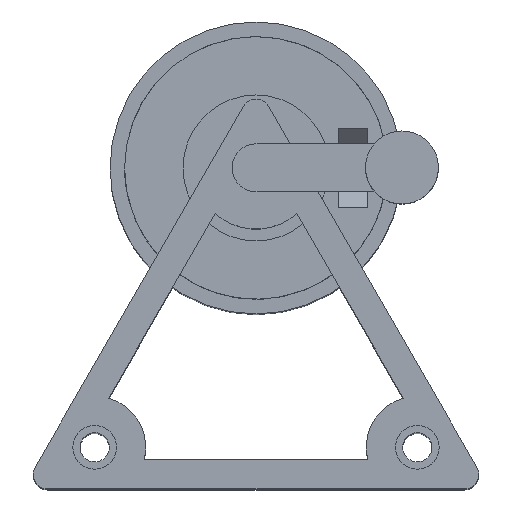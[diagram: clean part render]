
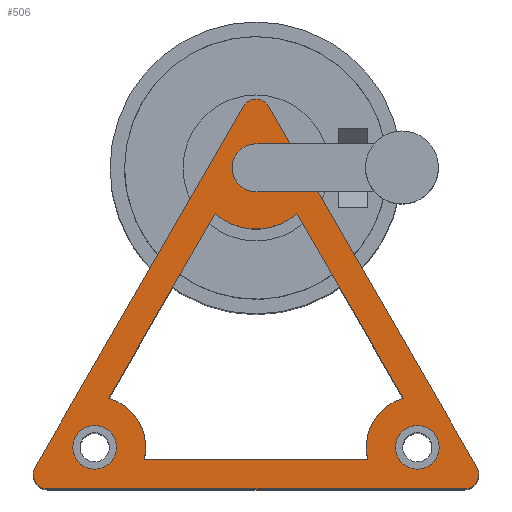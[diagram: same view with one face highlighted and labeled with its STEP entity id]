
A CAD part, top view. The second image highlights one B-rep face of the part: STEP entity #506.
In plain terms, the highlighted planar face has unit normal (0, 0, 1).
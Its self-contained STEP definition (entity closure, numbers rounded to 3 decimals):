
#90=DIRECTION('',(1.,0.,0.));
#91=VECTOR('',#90,142.679);
#92=CARTESIAN_POINT('',(-71.34,0.,15.));
#93=LINE('',#92,#91);
#106=CARTESIAN_POINT('',(0.,128.564,15.));
#107=DIRECTION('',(0.,0.,1.));
#108=DIRECTION('',(0.866,0.5,0.));
#109=AXIS2_PLACEMENT_3D('',#106,#107,#108);
#111=DIRECTION('',(-0.5,0.866,0.));
#112=VECTOR('',#111,142.679);
#113=CARTESIAN_POINT('',(75.67,7.5,15.));
#114=LINE('',#113,#112);
#115=CARTESIAN_POINT('',(71.34,5.,15.));
#116=DIRECTION('',(0.,0.,1.));
#117=DIRECTION('',(0.,-1.,0.));
#118=AXIS2_PLACEMENT_3D('',#115,#116,#117);
#120=CARTESIAN_POINT('',(-71.34,5.,15.));
#121=DIRECTION('',(0.,0.,1.));
#122=DIRECTION('',(-0.866,0.5,0.));
#123=AXIS2_PLACEMENT_3D('',#120,#121,#122);
#125=DIRECTION('',(-0.5,-0.866,0.));
#126=VECTOR('',#125,142.679);
#127=CARTESIAN_POINT('',(-4.33,131.064,15.));
#128=LINE('',#127,#126);
#129=CARTESIAN_POINT('',(-55.263,14.282,15.));
#130=DIRECTION('',(0.,0.,1.));
#131=DIRECTION('',(1.,0.,0.));
#132=AXIS2_PLACEMENT_3D('',#129,#130,#131);
#134=CARTESIAN_POINT('',(-55.263,14.282,15.));
#135=DIRECTION('',(0.,0.,1.));
#136=DIRECTION('',(-1.,0.,0.));
#137=AXIS2_PLACEMENT_3D('',#134,#135,#136);
#139=CARTESIAN_POINT('',(55.263,14.282,15.));
#140=DIRECTION('',(0.,0.,1.));
#141=DIRECTION('',(1.,0.,0.));
#142=AXIS2_PLACEMENT_3D('',#139,#140,#141);
#144=CARTESIAN_POINT('',(55.263,14.282,15.));
#145=DIRECTION('',(0.,0.,1.));
#146=DIRECTION('',(-1.,0.,0.));
#147=AXIS2_PLACEMENT_3D('',#144,#145,#146);
#149=CARTESIAN_POINT('',(0.,110.,15.));
#150=DIRECTION('',(0.,0.,-1.));
#151=DIRECTION('',(-1.,0.,0.));
#152=AXIS2_PLACEMENT_3D('',#149,#150,#151);
#154=CARTESIAN_POINT('',(0.,110.,15.));
#155=DIRECTION('',(0.,0.,-1.));
#156=DIRECTION('',(1.,0.,0.));
#157=AXIS2_PLACEMENT_3D('',#154,#155,#156);
#159=DIRECTION('',(-0.5,0.866,0.));
#160=VECTOR('',#159,72.999);
#161=CARTESIAN_POINT('',(50.487,31.118,15.));
#162=LINE('',#161,#160);
#163=CARTESIAN_POINT('',(0.,110.,15.));
#164=DIRECTION('',(0.,0.,-1.));
#165=DIRECTION('',(0.666,-0.746,0.));
#166=AXIS2_PLACEMENT_3D('',#163,#164,#165);
#168=DIRECTION('',(-0.5,-0.866,0.));
#169=VECTOR('',#168,72.999);
#170=CARTESIAN_POINT('',(-13.988,94.337,15.));
#171=LINE('',#170,#169);
#172=CARTESIAN_POINT('',(-55.263,14.282,15.));
#173=DIRECTION('',(0.,0.,1.));
#174=DIRECTION('',(0.97,-0.245,0.));
#175=AXIS2_PLACEMENT_3D('',#172,#173,#174);
#177=DIRECTION('',(1.,0.,0.));
#178=VECTOR('',#177,76.59);
#179=CARTESIAN_POINT('',(-38.295,10.,15.));
#180=LINE('',#179,#178);
#181=CARTESIAN_POINT('',(55.263,14.282,15.));
#182=DIRECTION('',(0.,0.,1.));
#183=DIRECTION('',(-0.273,0.962,0.));
#184=AXIS2_PLACEMENT_3D('',#181,#182,#183);
#274=CARTESIAN_POINT('',(4.33,131.064,15.));
#275=VERTEX_POINT('',#274);
#276=CARTESIAN_POINT('',(-4.33,131.064,15.));
#277=VERTEX_POINT('',#276);
#282=CARTESIAN_POINT('',(-75.67,7.5,15.));
#283=VERTEX_POINT('',#282);
#284=CARTESIAN_POINT('',(-71.34,0.,15.));
#285=VERTEX_POINT('',#284);
#290=CARTESIAN_POINT('',(71.34,0.,15.));
#291=VERTEX_POINT('',#290);
#292=CARTESIAN_POINT('',(75.67,7.5,15.));
#293=VERTEX_POINT('',#292);
#302=CARTESIAN_POINT('',(-47.763,14.282,15.));
#303=CARTESIAN_POINT('',(-62.763,14.282,15.));
#304=VERTEX_POINT('',#302);
#305=VERTEX_POINT('',#303);
#306=CARTESIAN_POINT('',(62.763,14.282,15.));
#307=CARTESIAN_POINT('',(47.763,14.282,15.));
#308=VERTEX_POINT('',#306);
#309=VERTEX_POINT('',#307);
#318=CARTESIAN_POINT('',(-5.,110.,15.));
#319=CARTESIAN_POINT('',(5.,110.,15.));
#320=VERTEX_POINT('',#318);
#321=VERTEX_POINT('',#319);
#338=CARTESIAN_POINT('',(50.487,31.118,15.));
#339=CARTESIAN_POINT('',(13.988,94.337,15.));
#340=VERTEX_POINT('',#338);
#341=VERTEX_POINT('',#339);
#342=CARTESIAN_POINT('',(-13.988,94.337,15.));
#343=CARTESIAN_POINT('',(-50.487,31.118,15.));
#344=VERTEX_POINT('',#342);
#345=VERTEX_POINT('',#343);
#346=CARTESIAN_POINT('',(-38.295,10.,15.));
#347=CARTESIAN_POINT('',(38.295,10.,15.));
#348=VERTEX_POINT('',#346);
#349=VERTEX_POINT('',#347);
#459=CARTESIAN_POINT('',(0.,0.,15.));
#460=DIRECTION('',(0.,0.,1.));
#461=DIRECTION('',(1.,0.,0.));
#462=AXIS2_PLACEMENT_3D('',#459,#460,#461);
#463=PLANE('',#462);
#464=ORIENTED_EDGE('',*,*,#410,.F.);
#465=ORIENTED_EDGE('',*,*,#426,.F.);
#466=ORIENTED_EDGE('',*,*,#439,.F.);
#467=ORIENTED_EDGE('',*,*,#450,.F.);
#469=ORIENTED_EDGE('',*,*,#468,.F.);
#471=ORIENTED_EDGE('',*,*,#470,.F.);
#472=EDGE_LOOP('',(#464,#465,#466,#467,#469,#471));
#473=FACE_OUTER_BOUND('',#472,.F.);
#475=ORIENTED_EDGE('',*,*,#474,.T.);
#477=ORIENTED_EDGE('',*,*,#476,.T.);
#478=EDGE_LOOP('',(#475,#477));
#479=FACE_BOUND('',#478,.F.);
#481=ORIENTED_EDGE('',*,*,#480,.T.);
#483=ORIENTED_EDGE('',*,*,#482,.T.);
#484=EDGE_LOOP('',(#481,#483));
#485=FACE_BOUND('',#484,.F.);
#487=ORIENTED_EDGE('',*,*,#486,.F.);
#489=ORIENTED_EDGE('',*,*,#488,.F.);
#490=EDGE_LOOP('',(#487,#489));
#491=FACE_BOUND('',#490,.F.);
#493=ORIENTED_EDGE('',*,*,#492,.T.);
#495=ORIENTED_EDGE('',*,*,#494,.T.);
#497=ORIENTED_EDGE('',*,*,#496,.T.);
#499=ORIENTED_EDGE('',*,*,#498,.F.);
#501=ORIENTED_EDGE('',*,*,#500,.T.);
#503=ORIENTED_EDGE('',*,*,#502,.F.);
#504=EDGE_LOOP('',(#493,#495,#497,#499,#501,#503));
#505=FACE_BOUND('',#504,.F.);
#506=ADVANCED_FACE('',(#473,#479,#485,#491,#505),#463,.T.);
#110=CIRCLE('',#109,5.);
#119=CIRCLE('',#118,5.);
#124=CIRCLE('',#123,5.);
#133=CIRCLE('',#132,7.5);
#138=CIRCLE('',#137,7.5);
#143=CIRCLE('',#142,7.5);
#148=CIRCLE('',#147,7.5);
#153=CIRCLE('',#152,5.);
#158=CIRCLE('',#157,5.);
#167=CIRCLE('',#166,21.);
#176=CIRCLE('',#175,17.5);
#185=CIRCLE('',#184,17.5);
#410=EDGE_CURVE('',#275,#277,#110,.T.);
#426=EDGE_CURVE('',#293,#275,#114,.T.);
#439=EDGE_CURVE('',#291,#293,#119,.T.);
#450=EDGE_CURVE('',#285,#291,#93,.T.);
#468=EDGE_CURVE('',#283,#285,#124,.T.);
#470=EDGE_CURVE('',#277,#283,#128,.T.);
#474=EDGE_CURVE('',#304,#305,#133,.T.);
#476=EDGE_CURVE('',#305,#304,#138,.T.);
#480=EDGE_CURVE('',#308,#309,#143,.T.);
#482=EDGE_CURVE('',#309,#308,#148,.T.);
#486=EDGE_CURVE('',#320,#321,#153,.T.);
#488=EDGE_CURVE('',#321,#320,#158,.T.);
#492=EDGE_CURVE('',#340,#341,#162,.T.);
#494=EDGE_CURVE('',#341,#344,#167,.T.);
#496=EDGE_CURVE('',#344,#345,#171,.T.);
#498=EDGE_CURVE('',#348,#345,#176,.T.);
#500=EDGE_CURVE('',#348,#349,#180,.T.);
#502=EDGE_CURVE('',#340,#349,#185,.T.);
